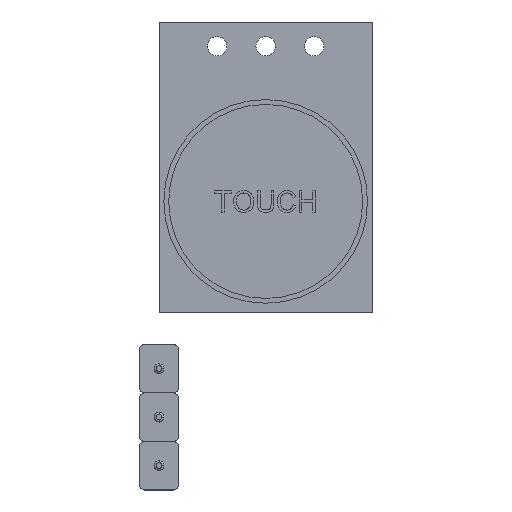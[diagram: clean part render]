
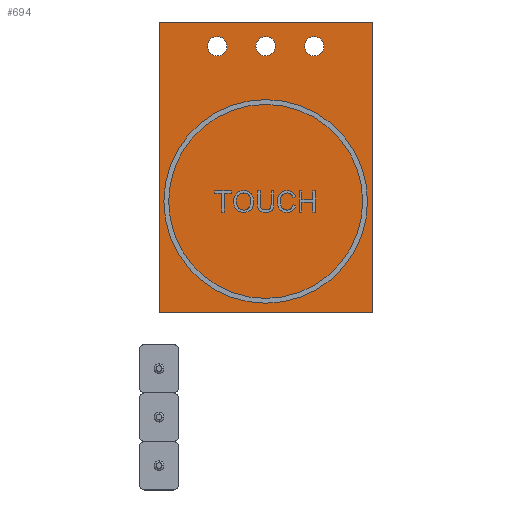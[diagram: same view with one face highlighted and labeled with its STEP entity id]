
A CAD part, top view. The second image highlights one B-rep face of the part: STEP entity #694.
In plain terms, the highlighted planar face has unit normal (0, 0, 1).
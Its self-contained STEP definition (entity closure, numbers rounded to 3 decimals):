
#71=CIRCLE('',#5530,0.5);
#72=CIRCLE('',#5531,0.5);
#73=CIRCLE('',#5532,0.5);
#74=CIRCLE('',#5533,0.5);
#75=CIRCLE('',#5534,0.5);
#76=CIRCLE('',#5535,0.5);
#175=FACE_BOUND('',#1150,.F.);
#176=FACE_BOUND('',#1151,.F.);
#177=FACE_BOUND('',#1152,.F.);
#694=ADVANCED_FACE('',(#175,#176,#177,#918),#2359,.T.);
#918=FACE_OUTER_BOUND('',#1153,.F.);
#1150=EDGE_LOOP('',(#1894,#1895));
#1151=EDGE_LOOP('',(#1896,#1897));
#1152=EDGE_LOOP('',(#1898,#1899));
#1153=EDGE_LOOP('',(#1900,#1901,#1902,#1903));
#1894=ORIENTED_EDGE('',*,*,#3768,.T.);
#1895=ORIENTED_EDGE('',*,*,#3767,.T.);
#1896=ORIENTED_EDGE('',*,*,#3770,.T.);
#1897=ORIENTED_EDGE('',*,*,#3769,.T.);
#1898=ORIENTED_EDGE('',*,*,#3772,.T.);
#1899=ORIENTED_EDGE('',*,*,#3771,.T.);
#1900=ORIENTED_EDGE('',*,*,#3773,.T.);
#1901=ORIENTED_EDGE('',*,*,#3776,.T.);
#1902=ORIENTED_EDGE('',*,*,#3775,.T.);
#1903=ORIENTED_EDGE('',*,*,#3774,.T.);
#2359=PLANE('',#5542);
#3767=EDGE_CURVE('',#4889,#4888,#71,.T.);
#3768=EDGE_CURVE('',#4888,#4889,#72,.T.);
#3769=EDGE_CURVE('',#4887,#4886,#73,.T.);
#3770=EDGE_CURVE('',#4886,#4887,#74,.T.);
#3771=EDGE_CURVE('',#4885,#4884,#75,.T.);
#3772=EDGE_CURVE('',#4884,#4885,#76,.T.);
#3773=EDGE_CURVE('',#4883,#4882,#4201,.T.);
#3774=EDGE_CURVE('',#4881,#4883,#4202,.T.);
#3775=EDGE_CURVE('',#4880,#4881,#4203,.T.);
#3776=EDGE_CURVE('',#4882,#4880,#4204,.T.);
#4201=LINE('',#10111,#4570);
#4202=LINE('',#10112,#4571);
#4203=LINE('',#10113,#4572);
#4204=LINE('',#10114,#4573);
#4570=VECTOR('',#6370,11.);
#4571=VECTOR('',#6371,15.);
#4572=VECTOR('',#6372,11.);
#4573=VECTOR('',#6373,15.);
#4880=VERTEX_POINT('',#10095);
#4881=VERTEX_POINT('',#10096);
#4882=VERTEX_POINT('',#10097);
#4883=VERTEX_POINT('',#10098);
#4884=VERTEX_POINT('',#10099);
#4885=VERTEX_POINT('',#10100);
#4886=VERTEX_POINT('',#10101);
#4887=VERTEX_POINT('',#10102);
#4888=VERTEX_POINT('',#10103);
#4889=VERTEX_POINT('',#10104);
#5530=AXIS2_PLACEMENT_3D('',#10105,#6358,#6359);
#5531=AXIS2_PLACEMENT_3D('',#10106,#6360,#6361);
#5532=AXIS2_PLACEMENT_3D('',#10107,#6362,#6363);
#5533=AXIS2_PLACEMENT_3D('',#10108,#6364,#6365);
#5534=AXIS2_PLACEMENT_3D('',#10109,#6366,#6367);
#5535=AXIS2_PLACEMENT_3D('',#10110,#6368,#6369);
#5542=AXIS2_PLACEMENT_3D('',#10135,#6400,#6401);
#6358=DIRECTION('',(0.,0.,1.));
#6359=DIRECTION('',(-1.,0.,0.));
#6360=DIRECTION('',(0.,0.,1.));
#6361=DIRECTION('',(1.,0.,0.));
#6362=DIRECTION('',(0.,0.,1.));
#6363=DIRECTION('',(-1.,0.,0.));
#6364=DIRECTION('',(0.,0.,1.));
#6365=DIRECTION('',(1.,0.,0.));
#6366=DIRECTION('',(0.,0.,1.));
#6367=DIRECTION('',(-1.,0.,0.));
#6368=DIRECTION('',(0.,0.,1.));
#6369=DIRECTION('',(1.,0.,0.));
#6370=DIRECTION('',(-1.,0.,0.));
#6371=DIRECTION('',(0.,-1.,0.));
#6372=DIRECTION('',(1.,0.,0.));
#6373=DIRECTION('',(0.,1.,0.));
#6400=DIRECTION('',(0.,0.,1.));
#6401=DIRECTION('',(1.,0.,0.));
#10095=CARTESIAN_POINT('',(0.287,1.374,1.));
#10096=CARTESIAN_POINT('',(11.287,1.374,1.));
#10097=CARTESIAN_POINT('',(0.287,-13.626,1.));
#10098=CARTESIAN_POINT('',(11.287,-13.626,1.));
#10099=CARTESIAN_POINT('',(3.787,0.124,1.));
#10100=CARTESIAN_POINT('',(2.787,0.124,1.));
#10101=CARTESIAN_POINT('',(6.287,0.124,1.));
#10102=CARTESIAN_POINT('',(5.287,0.124,1.));
#10103=CARTESIAN_POINT('',(8.787,0.124,1.));
#10104=CARTESIAN_POINT('',(7.787,0.124,1.));
#10105=CARTESIAN_POINT('',(8.287,0.124,1.));
#10106=CARTESIAN_POINT('',(8.287,0.124,1.));
#10107=CARTESIAN_POINT('',(5.787,0.124,1.));
#10108=CARTESIAN_POINT('',(5.787,0.124,1.));
#10109=CARTESIAN_POINT('',(3.287,0.124,1.));
#10110=CARTESIAN_POINT('',(3.287,0.124,1.));
#10111=CARTESIAN_POINT('',(11.287,-13.626,1.));
#10112=CARTESIAN_POINT('',(11.287,1.374,1.));
#10113=CARTESIAN_POINT('',(0.287,1.374,1.));
#10114=CARTESIAN_POINT('',(0.287,-13.626,1.));
#10135=CARTESIAN_POINT('',(0.137,-13.776,1.));
